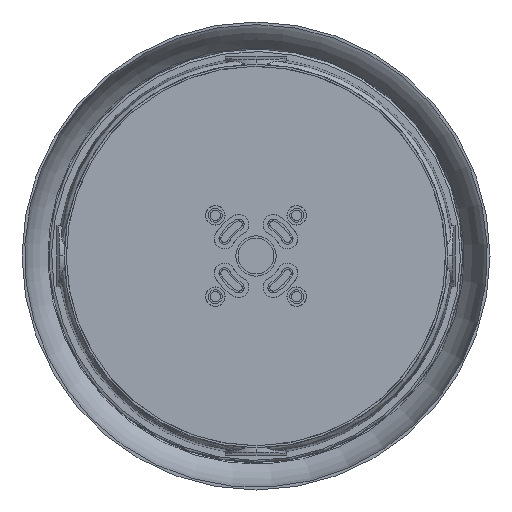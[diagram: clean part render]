
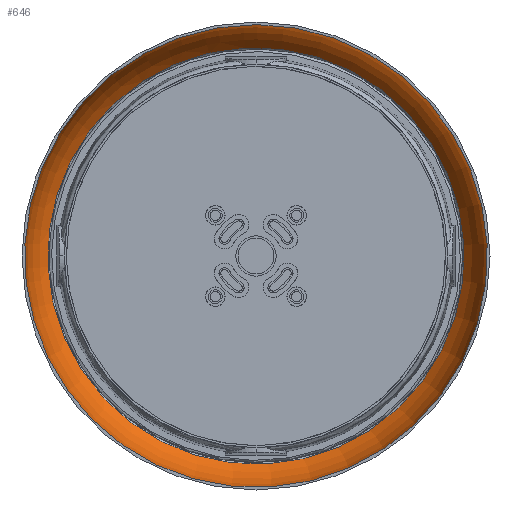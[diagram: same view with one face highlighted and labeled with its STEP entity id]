
A CAD part, front view. The second image highlights one B-rep face of the part: STEP entity #646.
In plain terms, the highlighted toroidal (fillet/blend) face has major radius 93.003 mm and minor radius 68.255 mm.
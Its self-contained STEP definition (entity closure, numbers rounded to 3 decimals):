
#163 = EDGE_CURVE ( 'NONE', #6549, #6549, #5001, .T. ) ;
#227 = TOROIDAL_SURFACE ( 'NONE', #3759, 93.003, 68.255 ) ;
#448 = AXIS2_PLACEMENT_3D ( 'NONE', #1377, #827, #4055 ) ;
#646 = ADVANCED_FACE ( 'NONE', ( #1545, #2045 ), #227, .F. ) ;
#827 = DIRECTION ( 'NONE',  ( 0., 0., 1. ) ) ;
#971 = CARTESIAN_POINT ( 'NONE',  ( 0., 0., -13.9 ) ) ;
#1377 = CARTESIAN_POINT ( 'NONE',  ( 0., 0., -52.234 ) ) ;
#1545 = FACE_OUTER_BOUND ( 'NONE', #2970, .T. ) ;
#1624 = CARTESIAN_POINT ( 'NONE',  ( -143.84, 17.5, -52.234 ) ) ;
#2045 = FACE_OUTER_BOUND ( 'NONE', #4931, .T. ) ;
#2118 = DIRECTION ( 'NONE',  ( 0., 0., -1. ) ) ;
#2410 = DIRECTION ( 'NONE',  ( 0.105, 0.994, 0. ) ) ;
#2451 = CIRCLE ( 'NONE', #6790, 160.994 ) ;
#2970 = EDGE_LOOP ( 'NONE', ( #6728 ) ) ;
#3759 = AXIS2_PLACEMENT_3D ( 'NONE', #7024, #2118, #4290 ) ;
#4055 = DIRECTION ( 'NONE',  ( -0.993, 0.121, 0. ) ) ;
#4254 = CARTESIAN_POINT ( 'NONE',  ( 16.908, 160.104, -13.9 ) ) ;
#4290 = DIRECTION ( 'NONE',  ( -1., 0., 0. ) ) ;
#4358 = ORIENTED_EDGE ( 'NONE', *, *, #163, .F. ) ;
#4666 = EDGE_CURVE ( 'NONE', #6503, #6503, #2451, .T. ) ;
#4931 = EDGE_LOOP ( 'NONE', ( #4358 ) ) ;
#5001 = CIRCLE ( 'NONE', #448, 144.9 ) ;
#5661 = DIRECTION ( 'NONE',  ( 0., 0., -1. ) ) ;
#6503 = VERTEX_POINT ( 'NONE', #4254 ) ;
#6549 = VERTEX_POINT ( 'NONE', #1624 ) ;
#6728 = ORIENTED_EDGE ( 'NONE', *, *, #4666, .F. ) ;
#6790 = AXIS2_PLACEMENT_3D ( 'NONE', #971, #5661, #2410 ) ;
#7024 = CARTESIAN_POINT ( 'NONE',  ( 0., 0., -7.9 ) ) ;
